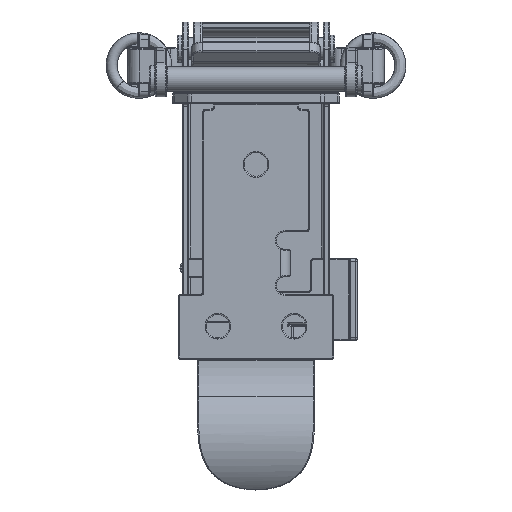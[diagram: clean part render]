
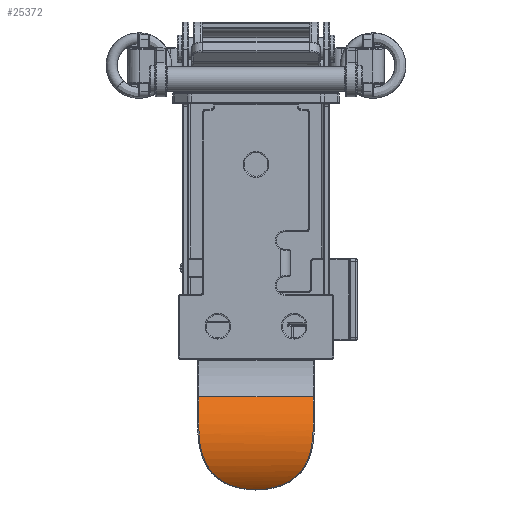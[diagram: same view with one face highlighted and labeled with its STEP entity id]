
A CAD part, front view. The second image highlights one B-rep face of the part: STEP entity #25372.
In plain terms, the highlighted cylindrical face has radius 12.467 mm (diameter 24.934 mm), a partial arc.
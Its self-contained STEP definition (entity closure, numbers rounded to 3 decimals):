
#43 = CARTESIAN_POINT ( 'NONE',  ( -8.606, 8.454, -51.38 ) ) ;
#77 = ORIENTED_EDGE ( 'NONE', *, *, #30189, .T. ) ;
#155 = CARTESIAN_POINT ( 'NONE',  ( 10.232, 7.504, -47.083 ) ) ;
#894 = LINE ( 'NONE', #7519, #19748 ) ;
#1690 = CARTESIAN_POINT ( 'NONE',  ( 0., 11.009, -55.255 ) ) ;
#2629 = CARTESIAN_POINT ( 'NONE',  ( -10.352, 7.478, -46.323 ) ) ;
#2707 = DIRECTION ( 'NONE',  ( -1., 0., 0. ) ) ;
#2727 = CARTESIAN_POINT ( 'NONE',  ( 9.674, 7.786, -49.339 ) ) ;
#2753 = VERTEX_POINT ( 'NONE', #16236 ) ;
#2813 = CARTESIAN_POINT ( 'NONE',  ( 10.7, 19.967, -46.585 ) ) ;
#2833 = CARTESIAN_POINT ( 'NONE',  ( 10.386, 7.512, -45.907 ) ) ;
#3209 = CARTESIAN_POINT ( 'NONE',  ( -9.501, 7.896, -49.721 ) ) ;
#3211 = DIRECTION ( 'NONE',  ( 1., 0., 0. ) ) ;
#4481 = FACE_OUTER_BOUND ( 'NONE', #32405, .T. ) ;
#4880 = CYLINDRICAL_SURFACE ( 'NONE', #4964, 12.467 ) ;
#4964 = AXIS2_PLACEMENT_3D ( 'NONE', #2813, #2707, #11012 ) ;
#5329 = CARTESIAN_POINT ( 'NONE',  ( -10.246, 7.487, -47.101 ) ) ;
#5420 = CARTESIAN_POINT ( 'NONE',  ( 10.48, 7.612, -44.74 ) ) ;
#5776 = CARTESIAN_POINT ( 'NONE',  ( 7.683, 8.984, -52.49 ) ) ;
#5903 = CARTESIAN_POINT ( 'NONE',  ( -0.794, 11.009, -55.255 ) ) ;
#5910 = CARTESIAN_POINT ( 'NONE',  ( -10.5, 10.718, -38.225 ) ) ;
#6267 = EDGE_CURVE ( 'NONE', #22336, #26214, #31651, .T. ) ;
#6320 = DIRECTION ( 'NONE',  ( 0., 0., -1. ) ) ;
#7519 = CARTESIAN_POINT ( 'NONE',  ( 10.7, 10.718, -38.225 ) ) ;
#7976 = CARTESIAN_POINT ( 'NONE',  ( 0.794, 11.009, -55.255 ) ) ;
#8050 = VERTEX_POINT ( 'NONE', #5910 ) ;
#8211 = CARTESIAN_POINT ( 'NONE',  ( 5.265, 10.071, -54.171 ) ) ;
#8230 = CARTESIAN_POINT ( 'NONE',  ( -7.681, 8.99, -52.528 ) ) ;
#8339 = CARTESIAN_POINT ( 'NONE',  ( -3.841, 10.515, -54.715 ) ) ;
#8445 = CARTESIAN_POINT ( 'NONE',  ( 9.196, 8.088, -50.386 ) ) ;
#10663 = CARTESIAN_POINT ( 'NONE',  ( 8.624, 8.443, -51.353 ) ) ;
#10792 = CARTESIAN_POINT ( 'NONE',  ( -9.006, 8.208, -50.741 ) ) ;
#10917 = CARTESIAN_POINT ( 'NONE',  ( -10.5, 19.967, -46.585 ) ) ;
#11012 = DIRECTION ( 'NONE',  ( 0., 0., 1. ) ) ;
#14158 = DIRECTION ( 'NONE',  ( -1., 0., 0. ) ) ;
#15478 = CARTESIAN_POINT ( 'NONE',  ( -9.882, 7.663, -48.63 ) ) ;
#15783 = EDGE_CURVE ( 'NONE', #8050, #22336, #20404, .T. ) ;
#16196 = CARTESIAN_POINT ( 'NONE',  ( -5.257, 10.088, -54.196 ) ) ;
#16236 = CARTESIAN_POINT ( 'NONE',  ( 10.5, 7.966, -43.206 ) ) ;
#16304 = CARTESIAN_POINT ( 'NONE',  ( -2.716, 10.765, -54.996 ) ) ;
#16401 = CARTESIAN_POINT ( 'NONE',  ( 10.5, 7.752, -43.969 ) ) ;
#16427 = CARTESIAN_POINT ( 'NONE',  ( 0., 11.009, -55.255 ) ) ;
#17402 = AXIS2_PLACEMENT_3D ( 'NONE', #19782, #14158, #6320 ) ;
#17679 = CARTESIAN_POINT ( 'NONE',  ( -10.5, 7.966, -43.206 ) ) ;
#17848 = B_SPLINE_CURVE_WITH_KNOTS ( 'NONE', 3,
 ( #29811, #7976, #32520, #24260, #19110, #26985, #8211, #32163, #21796, #21461, #19219, #5776, #21934, #26855, #10663, #24390, #8445, #2727, #27214, #24517, #155, #18767, #2833, #5420, #16401, #21580 ),
 .UNSPECIFIED., .F., .F.,
 ( 4, 2, 2, 2, 2, 2, 2, 2, 2, 2, 2, 2, 4 ),
 ( 0., 0.002, 0.005, 0.006, 0.007, 0.008, 0.009, 0.011, 0.012, 0.014, 0.015, 0.017, 0.019 ),
 .UNSPECIFIED. ) ;
#18244 = ORIENTED_EDGE ( 'NONE', *, *, #21410, .T. ) ;
#18767 = CARTESIAN_POINT ( 'NONE',  ( 10.344, 7.497, -46.298 ) ) ;
#19055 = AXIS2_PLACEMENT_3D ( 'NONE', #10917, #3211, #27232 ) ;
#19110 = CARTESIAN_POINT ( 'NONE',  ( 3.862, 10.522, -54.729 ) ) ;
#19219 = CARTESIAN_POINT ( 'NONE',  ( 7.137, 9.267, -52.988 ) ) ;
#19748 = VECTOR ( 'NONE', #26384, 1000. ) ;
#19782 = CARTESIAN_POINT ( 'NONE',  ( 10.5, 19.967, -46.585 ) ) ;
#20404 = CIRCLE ( 'NONE', #19055, 12.467 ) ;
#21410 = EDGE_CURVE ( 'NONE', #24958, #8050, #894, .T. ) ;
#21461 = CARTESIAN_POINT ( 'NONE',  ( 6.85, 9.407, -53.216 ) ) ;
#21580 = CARTESIAN_POINT ( 'NONE',  ( 10.5, 7.966, -43.206 ) ) ;
#21719 = ORIENTED_EDGE ( 'NONE', *, *, #31101, .T. ) ;
#21796 = CARTESIAN_POINT ( 'NONE',  ( 6.245, 9.682, -53.635 ) ) ;
#21934 = CARTESIAN_POINT ( 'NONE',  ( 7.939, 8.842, -52.221 ) ) ;
#21950 = CARTESIAN_POINT ( 'NONE',  ( -8.387, 8.585, -51.682 ) ) ;
#22336 = VERTEX_POINT ( 'NONE', #17679 ) ;
#24047 = CARTESIAN_POINT ( 'NONE',  ( -9.987, 7.606, -48.249 ) ) ;
#24160 = CARTESIAN_POINT ( 'NONE',  ( -4.204, 10.415, -54.598 ) ) ;
#24260 = CARTESIAN_POINT ( 'NONE',  ( 3.122, 10.7, -54.926 ) ) ;
#24390 = CARTESIAN_POINT ( 'NONE',  ( 9.018, 8.201, -50.72 ) ) ;
#24517 = CARTESIAN_POINT ( 'NONE',  ( 10.162, 7.526, -47.47 ) ) ;
#24646 = CARTESIAN_POINT ( 'NONE',  ( -5.917, 9.831, -53.86 ) ) ;
#24958 = VERTEX_POINT ( 'NONE', #29594 ) ;
#25372 = ADVANCED_FACE ( 'NONE', ( #4481 ), #4880, .T. ) ;
#25620 = ORIENTED_EDGE ( 'NONE', *, *, #6267, .T. ) ;
#26214 = VERTEX_POINT ( 'NONE', #1690 ) ;
#26384 = DIRECTION ( 'NONE',  ( -1., 0., 0. ) ) ;
#26855 = CARTESIAN_POINT ( 'NONE',  ( 8.409, 8.573, -51.653 ) ) ;
#26985 = CARTESIAN_POINT ( 'NONE',  ( 4.919, 10.192, -54.325 ) ) ;
#27119 = CARTESIAN_POINT ( 'NONE',  ( -1.572, 10.945, -55.191 ) ) ;
#27214 = CARTESIAN_POINT ( 'NONE',  ( 9.906, 7.642, -48.608 ) ) ;
#27230 = CARTESIAN_POINT ( 'NONE',  ( -9.184, 8.096, -50.409 ) ) ;
#27232 = DIRECTION ( 'NONE',  ( 0., 0., -1. ) ) ;
#29594 = CARTESIAN_POINT ( 'NONE',  ( 10.5, 10.718, -38.225 ) ) ;
#29604 = CARTESIAN_POINT ( 'NONE',  ( -3.094, 10.69, -54.915 ) ) ;
#29717 = CARTESIAN_POINT ( 'NONE',  ( -9.64, 7.808, -49.365 ) ) ;
#29811 = CARTESIAN_POINT ( 'NONE',  ( 0., 11.009, -55.255 ) ) ;
#30189 = EDGE_CURVE ( 'NONE', #2753, #24958, #32111, .T. ) ;
#31101 = EDGE_CURVE ( 'NONE', #26214, #2753, #17848, .T. ) ;
#31651 = B_SPLINE_CURVE_WITH_KNOTS ( 'NONE', 3,
 ( #34415, #34773, #31836, #2629, #5329, #24047, #15478, #29717, #3209, #27230, #10792, #43, #21950, #8230, #32539, #24646, #16196, #24160, #8339, #29604, #16304, #27119, #5903, #16427 ),
 .UNSPECIFIED., .F., .F.,
 ( 4, 2, 2, 2, 2, 2, 2, 2, 2, 2, 2, 4 ),
 ( 0., 0.002, 0.005, 0.006, 0.007, 0.008, 0.009, 0.012, 0.014, 0.015, 0.017, 0.019 ),
 .UNSPECIFIED. ) ;
#31836 = CARTESIAN_POINT ( 'NONE',  ( -10.48, 7.611, -44.747 ) ) ;
#32030 = ORIENTED_EDGE ( 'NONE', *, *, #15783, .T. ) ;
#32111 = CIRCLE ( 'NONE', #17402, 12.467 ) ;
#32163 = CARTESIAN_POINT ( 'NONE',  ( 5.929, 9.816, -53.825 ) ) ;
#32405 = EDGE_LOOP ( 'NONE', ( #21719, #77, #18244, #32030, #25620 ) ) ;
#32520 = CARTESIAN_POINT ( 'NONE',  ( 1.577, 10.945, -55.191 ) ) ;
#32539 = CARTESIAN_POINT ( 'NONE',  ( -7.142, 9.276, -53.017 ) ) ;
#34415 = CARTESIAN_POINT ( 'NONE',  ( -10.5, 7.966, -43.206 ) ) ;
#34773 = CARTESIAN_POINT ( 'NONE',  ( -10.5, 7.751, -43.97 ) ) ;
